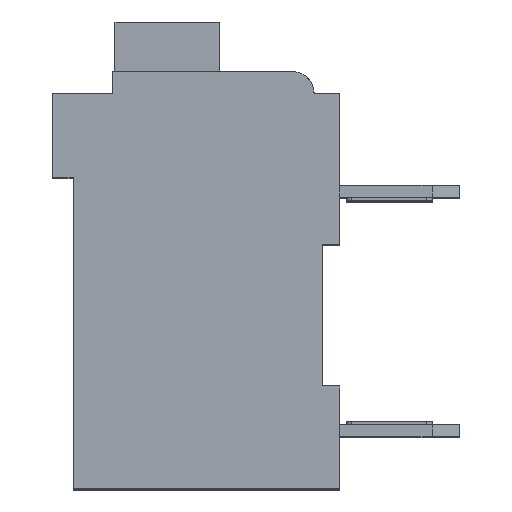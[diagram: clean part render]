
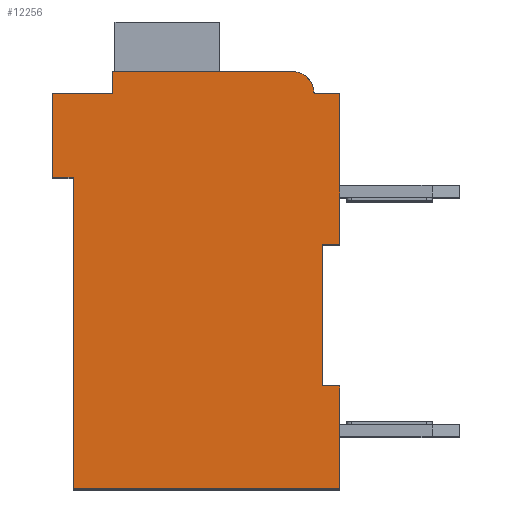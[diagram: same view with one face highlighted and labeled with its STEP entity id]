
A CAD part, top view. The second image highlights one B-rep face of the part: STEP entity #12256.
In plain terms, the highlighted planar face has unit normal (0, 0, 1).
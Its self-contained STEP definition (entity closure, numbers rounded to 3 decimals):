
#3799=DIRECTION('',(1.,0.,0.));
#3800=VECTOR('',#3799,0.5);
#3801=CARTESIAN_POINT('',(7.3,7.15,2.1));
#3802=LINE('',#3801,#3800);
#3803=DIRECTION('',(0.,1.,0.));
#3804=VECTOR('',#3803,4.15);
#3805=CARTESIAN_POINT('',(7.3,3.,2.1));
#3806=LINE('',#3805,#3804);
#3807=DIRECTION('',(-1.,0.,0.));
#3808=VECTOR('',#3807,0.5);
#3809=CARTESIAN_POINT('',(7.8,3.,2.1));
#3810=LINE('',#3809,#3808);
#3811=DIRECTION('',(0.,1.,0.));
#3812=VECTOR('',#3811,3.);
#3813=CARTESIAN_POINT('',(7.8,0.,2.1));
#3814=LINE('',#3813,#3812);
#3815=DIRECTION('',(1.,0.,0.));
#3816=VECTOR('',#3815,7.8);
#3817=CARTESIAN_POINT('',(0.,0.,2.1));
#3818=LINE('',#3817,#3816);
#3819=DIRECTION('',(0.,-1.,0.));
#3820=VECTOR('',#3819,9.1);
#3821=CARTESIAN_POINT('',(0.,9.1,2.1));
#3822=LINE('',#3821,#3820);
#3823=DIRECTION('',(1.,0.,0.));
#3824=VECTOR('',#3823,0.6);
#3825=CARTESIAN_POINT('',(-0.6,9.1,2.1));
#3826=LINE('',#3825,#3824);
#3827=DIRECTION('',(0.,-1.,0.));
#3828=VECTOR('',#3827,2.45);
#3829=CARTESIAN_POINT('',(-0.6,11.55,2.1));
#3830=LINE('',#3829,#3828);
#3831=DIRECTION('',(-1.,0.,0.));
#3832=VECTOR('',#3831,1.75);
#3833=CARTESIAN_POINT('',(1.15,11.55,2.1));
#3834=LINE('',#3833,#3832);
#3835=DIRECTION('',(0.,-1.,0.));
#3836=VECTOR('',#3835,0.65);
#3837=CARTESIAN_POINT('',(1.15,12.2,2.1));
#3838=LINE('',#3837,#3836);
#3839=DIRECTION('',(-1.,0.,0.));
#3840=VECTOR('',#3839,5.25);
#3841=CARTESIAN_POINT('',(6.4,12.2,2.1));
#3842=LINE('',#3841,#3840);
#3843=CARTESIAN_POINT('',(6.4,11.55,2.1));
#3844=DIRECTION('',(0.,0.,1.));
#3845=DIRECTION('',(1.,0.,0.));
#3846=AXIS2_PLACEMENT_3D('',#3843,#3844,#3845);
#3848=DIRECTION('',(-1.,0.,0.));
#3849=VECTOR('',#3848,0.75);
#3850=CARTESIAN_POINT('',(7.8,11.55,2.1));
#3851=LINE('',#3850,#3849);
#3852=DIRECTION('',(0.,1.,0.));
#3853=VECTOR('',#3852,4.4);
#3854=CARTESIAN_POINT('',(7.8,7.15,2.1));
#3855=LINE('',#3854,#3853);
#5752=CARTESIAN_POINT('',(7.3,7.15,2.1));
#5753=CARTESIAN_POINT('',(7.8,7.15,2.1));
#5754=VERTEX_POINT('',#5752);
#5755=VERTEX_POINT('',#5753);
#5756=CARTESIAN_POINT('',(7.8,11.55,2.1));
#5757=VERTEX_POINT('',#5756);
#5758=CARTESIAN_POINT('',(7.05,11.55,2.1));
#5759=VERTEX_POINT('',#5758);
#5760=CARTESIAN_POINT('',(6.4,12.2,2.1));
#5761=VERTEX_POINT('',#5760);
#5762=CARTESIAN_POINT('',(1.15,12.2,2.1));
#5763=VERTEX_POINT('',#5762);
#5764=CARTESIAN_POINT('',(1.15,11.55,2.1));
#5765=VERTEX_POINT('',#5764);
#5766=CARTESIAN_POINT('',(-0.6,11.55,2.1));
#5767=VERTEX_POINT('',#5766);
#5768=CARTESIAN_POINT('',(-0.6,9.1,2.1));
#5769=VERTEX_POINT('',#5768);
#5770=CARTESIAN_POINT('',(0.,9.1,2.1));
#5771=VERTEX_POINT('',#5770);
#5772=CARTESIAN_POINT('',(0.,0.,2.1));
#5773=VERTEX_POINT('',#5772);
#5774=CARTESIAN_POINT('',(7.8,0.,2.1));
#5775=VERTEX_POINT('',#5774);
#5776=CARTESIAN_POINT('',(7.8,3.,2.1));
#5777=VERTEX_POINT('',#5776);
#5778=CARTESIAN_POINT('',(7.3,3.,2.1));
#5779=VERTEX_POINT('',#5778);
#12235=CARTESIAN_POINT('',(0.,0.,2.1));
#12236=DIRECTION('',(0.,0.,1.));
#12237=DIRECTION('',(1.,0.,0.));
#12238=AXIS2_PLACEMENT_3D('',#12235,#12236,#12237);
#12239=PLANE('',#12238);
#12240=ORIENTED_EDGE('',*,*,#7569,.F.);
#12241=ORIENTED_EDGE('',*,*,#7911,.F.);
#12242=ORIENTED_EDGE('',*,*,#10051,.F.);
#12243=ORIENTED_EDGE('',*,*,#10196,.F.);
#12244=ORIENTED_EDGE('',*,*,#10373,.F.);
#12245=ORIENTED_EDGE('',*,*,#10618,.F.);
#12246=ORIENTED_EDGE('',*,*,#10757,.F.);
#12247=ORIENTED_EDGE('',*,*,#10871,.F.);
#12248=ORIENTED_EDGE('',*,*,#11040,.F.);
#12249=ORIENTED_EDGE('',*,*,#11385,.F.);
#12250=ORIENTED_EDGE('',*,*,#11647,.F.);
#12251=ORIENTED_EDGE('',*,*,#11091,.F.);
#12252=ORIENTED_EDGE('',*,*,#11276,.F.);
#12253=ORIENTED_EDGE('',*,*,#7806,.F.);
#12254=EDGE_LOOP('',(#12240,#12241,#12242,#12243,#12244,#12245,#12246,#12247,
#12248,#12249,#12250,#12251,#12252,#12253));
#12255=FACE_OUTER_BOUND('',#12254,.F.);
#3847=CIRCLE('',#3846,0.65);
#7569=EDGE_CURVE('',#5754,#5755,#3802,.T.);
#7806=EDGE_CURVE('',#5755,#5757,#3855,.T.);
#7911=EDGE_CURVE('',#5779,#5754,#3806,.T.);
#10051=EDGE_CURVE('',#5777,#5779,#3810,.T.);
#10196=EDGE_CURVE('',#5775,#5777,#3814,.T.);
#10373=EDGE_CURVE('',#5773,#5775,#3818,.T.);
#10618=EDGE_CURVE('',#5771,#5773,#3822,.T.);
#10757=EDGE_CURVE('',#5769,#5771,#3826,.T.);
#10871=EDGE_CURVE('',#5767,#5769,#3830,.T.);
#11040=EDGE_CURVE('',#5765,#5767,#3834,.T.);
#11091=EDGE_CURVE('',#5759,#5761,#3847,.T.);
#11276=EDGE_CURVE('',#5757,#5759,#3851,.T.);
#11385=EDGE_CURVE('',#5763,#5765,#3838,.T.);
#11647=EDGE_CURVE('',#5761,#5763,#3842,.T.);
#12256=ADVANCED_FACE('',(#12255),#12239,.T.);
